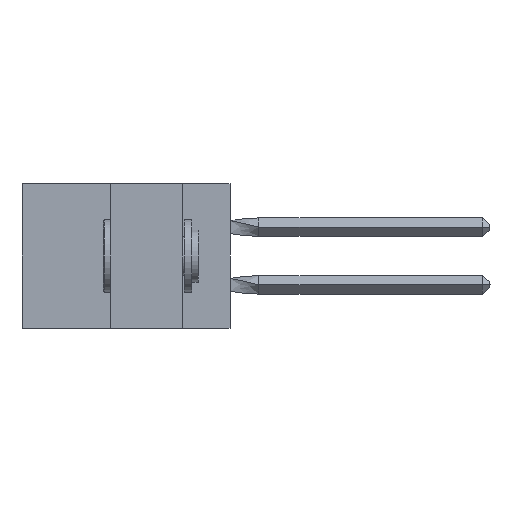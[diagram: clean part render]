
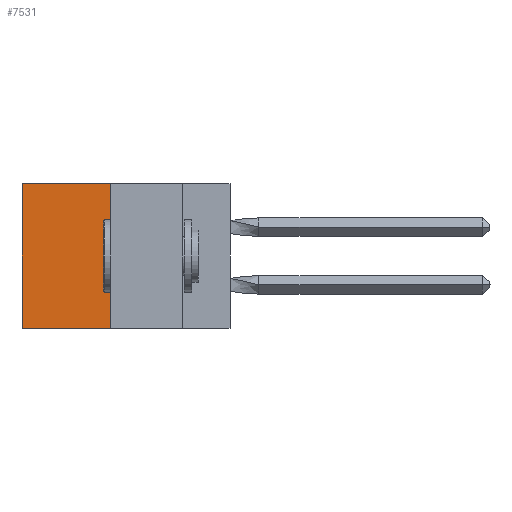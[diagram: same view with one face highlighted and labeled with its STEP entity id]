
A CAD part, left-side view. The second image highlights one B-rep face of the part: STEP entity #7531.
In plain terms, the highlighted planar face has unit normal (-1, 0, 0).
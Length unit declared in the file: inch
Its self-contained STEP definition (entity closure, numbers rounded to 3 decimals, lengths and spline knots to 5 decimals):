
#813 = CARTESIAN_POINT ( 'NONE',  ( 0.305, 0.413, -0.5 ) ) ;
#1635 = DIRECTION ( 'NONE',  ( 0., 1., 0. ) ) ;
#2319 = CARTESIAN_POINT ( 'NONE',  ( 0.305, 0.72, -0.5 ) ) ;
#2596 = FACE_OUTER_BOUND ( 'NONE', #15593, .T. ) ;
#3157 = DIRECTION ( 'NONE',  ( 1., 0., 0. ) ) ;
#4405 = LINE ( 'NONE', #12053, #5596 ) ;
#4579 = ORIENTED_EDGE ( 'NONE', *, *, #15311, .F. ) ;
#5316 = DIRECTION ( 'NONE',  ( 0., 0., -1. ) ) ;
#5596 = VECTOR ( 'NONE', #11977, 39.37008 ) ;
#5911 = EDGE_CURVE ( 'NONE', #17210, #6137, #4405, .T. ) ;
#6089 = DIRECTION ( 'NONE',  ( 0., 0., -1. ) ) ;
#6137 = VERTEX_POINT ( 'NONE', #2319 ) ;
#6641 = VERTEX_POINT ( 'NONE', #10142 ) ;
#7531 = ADVANCED_FACE ( 'NONE', ( #2596 ), #10847, .F. ) ;
#8654 = EDGE_CURVE ( 'NONE', #10305, #6137, #9265, .T. ) ;
#9265 = LINE ( 'NONE', #13306, #9884 ) ;
#9884 = VECTOR ( 'NONE', #21167, 39.37008 ) ;
#10142 = CARTESIAN_POINT ( 'NONE',  ( 0.305, 0.413, 0. ) ) ;
#10305 = VERTEX_POINT ( 'NONE', #16870 ) ;
#10847 = PLANE ( 'NONE',  #15300 ) ;
#11268 = ORIENTED_EDGE ( 'NONE', *, *, #8654, .T. ) ;
#11977 = DIRECTION ( 'NONE',  ( 0., 1., 0. ) ) ;
#12053 = CARTESIAN_POINT ( 'NONE',  ( 0.305, 0.413, -0.5 ) ) ;
#12131 = LINE ( 'NONE', #20695, #21059 ) ;
#13012 = CARTESIAN_POINT ( 'NONE',  ( 0.305, 0.413, -0.5 ) ) ;
#13306 = CARTESIAN_POINT ( 'NONE',  ( 0.305, 0.72, -0.5 ) ) ;
#13520 = CARTESIAN_POINT ( 'NONE',  ( 0.305, 0.413, -0.5 ) ) ;
#15300 = AXIS2_PLACEMENT_3D ( 'NONE', #13012, #3157, #5316 ) ;
#15311 = EDGE_CURVE ( 'NONE', #6641, #17210, #20245, .T. ) ;
#15593 = EDGE_LOOP ( 'NONE', ( #11268, #16362, #4579, #15693 ) ) ;
#15693 = ORIENTED_EDGE ( 'NONE', *, *, #16734, .T. ) ;
#16362 = ORIENTED_EDGE ( 'NONE', *, *, #5911, .F. ) ;
#16734 = EDGE_CURVE ( 'NONE', #6641, #10305, #12131, .T. ) ;
#16870 = CARTESIAN_POINT ( 'NONE',  ( 0.305, 0.72, 0. ) ) ;
#17210 = VERTEX_POINT ( 'NONE', #813 ) ;
#17238 = VECTOR ( 'NONE', #6089, 39.37008 ) ;
#20245 = LINE ( 'NONE', #13520, #17238 ) ;
#20695 = CARTESIAN_POINT ( 'NONE',  ( 0.305, 0.413, 0. ) ) ;
#21059 = VECTOR ( 'NONE', #1635, 39.37008 ) ;
#21167 = DIRECTION ( 'NONE',  ( 0., 0., -1. ) ) ;
